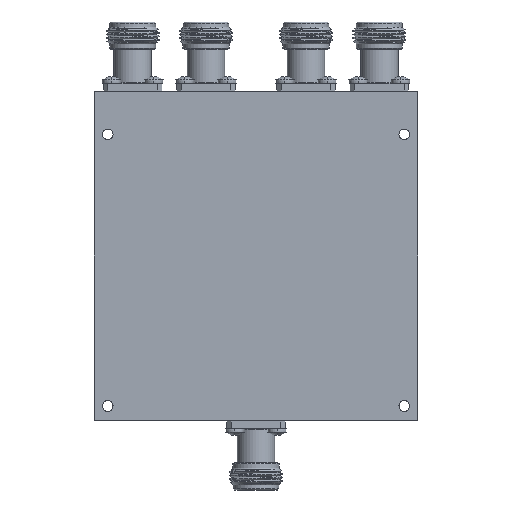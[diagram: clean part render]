
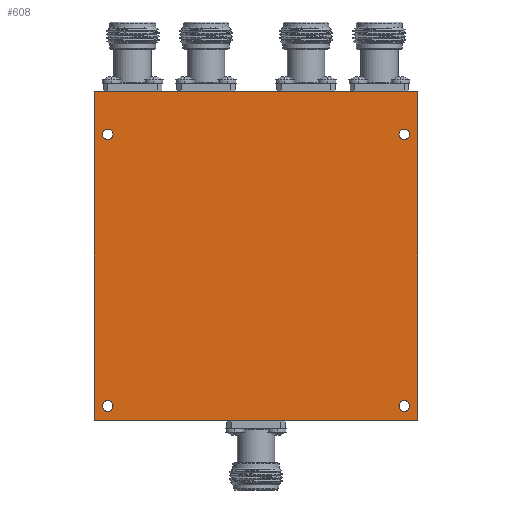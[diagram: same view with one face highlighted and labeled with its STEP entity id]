
A CAD part, front view. The second image highlights one B-rep face of the part: STEP entity #608.
In plain terms, the highlighted planar face has unit normal (0, -1, 0).
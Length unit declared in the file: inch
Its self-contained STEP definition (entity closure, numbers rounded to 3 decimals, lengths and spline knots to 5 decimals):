
#99 = PLANE ( 'NONE',  #16071 ) ;
#149 = CIRCLE ( 'NONE', #28132, 0.06299 ) ;
#573 = AXIS2_PLACEMENT_3D ( 'NONE', #6708, #9423, #44426 ) ;
#608 = ADVANCED_FACE ( 'NONE', ( #5299, #19028, #25982, #39659, #8900 ), #99, .T. ) ;
#811 = CARTESIAN_POINT ( 'NONE',  ( -1.75197, -0.3937, 1.43701 ) ) ;
#867 = CARTESIAN_POINT ( 'NONE',  ( -1.75197, -0.3937, -1.70866 ) ) ;
#909 = CIRCLE ( 'NONE', #5241, 0.02 ) ;
#1293 = CIRCLE ( 'NONE', #19970, 0.06299 ) ;
#1312 = EDGE_CURVE ( 'NONE', #38239, #18280, #36832, .T. ) ;
#1354 = VERTEX_POINT ( 'NONE', #38300 ) ;
#1591 = DIRECTION ( 'NONE',  ( 0., 0., -1. ) ) ;
#1773 = AXIS2_PLACEMENT_3D ( 'NONE', #25714, #39385, #1883 ) ;
#1883 = DIRECTION ( 'NONE',  ( 0., 0., 1. ) ) ;
#2213 = DIRECTION ( 'NONE',  ( 0., 0., 1. ) ) ;
#2569 = EDGE_CURVE ( 'NONE', #3287, #29178, #19746, .T. ) ;
#2732 = EDGE_CURVE ( 'NONE', #21513, #38239, #44320, .T. ) ;
#2791 = DIRECTION ( 'NONE',  ( 0., 0., -1. ) ) ;
#3287 = VERTEX_POINT ( 'NONE', #18912 ) ;
#3450 = ORIENTED_EDGE ( 'NONE', *, *, #34282, .F. ) ;
#3887 = CIRCLE ( 'NONE', #28976, 0.02 ) ;
#4225 = EDGE_CURVE ( 'NONE', #33417, #7517, #38359, .T. ) ;
#4273 = EDGE_CURVE ( 'NONE', #7517, #21513, #3887, .T. ) ;
#4391 = EDGE_CURVE ( 'NONE', #33466, #21865, #24714, .T. ) ;
#4409 = DIRECTION ( 'NONE',  ( 0., 0., 1. ) ) ;
#4608 = ORIENTED_EDGE ( 'NONE', *, *, #31860, .F. ) ;
#5241 = AXIS2_PLACEMENT_3D ( 'NONE', #41784, #21401, #1591 ) ;
#5299 = FACE_BOUND ( 'NONE', #37071, .T. ) ;
#5338 = CARTESIAN_POINT ( 'NONE',  ( -1.75197, -0.3937, 1.5 ) ) ;
#5791 = DIRECTION ( 'NONE',  ( 0., 1., 0. ) ) ;
#6030 = AXIS2_PLACEMENT_3D ( 'NONE', #19502, #5791, #29813 ) ;
#6708 = CARTESIAN_POINT ( 'NONE',  ( -1.75197, -0.3937, 1.43701 ) ) ;
#6840 = DIRECTION ( 'NONE',  ( 0., 0., -1. ) ) ;
#6880 = CARTESIAN_POINT ( 'NONE',  ( 1.88945, -0.3937, 1.92882 ) ) ;
#6948 = DIRECTION ( 'NONE',  ( 0., 1., 0. ) ) ;
#7517 = VERTEX_POINT ( 'NONE', #11638 ) ;
#8017 = VERTEX_POINT ( 'NONE', #42771 ) ;
#8399 = CARTESIAN_POINT ( 'NONE',  ( 1.75197, -0.3937, -1.70866 ) ) ;
#8477 = CARTESIAN_POINT ( 'NONE',  ( -1.88945, -0.3937, 1.94882 ) ) ;
#8900 = FACE_BOUND ( 'NONE', #31154, .T. ) ;
#9325 = ORIENTED_EDGE ( 'NONE', *, *, #26661, .T. ) ;
#9423 = DIRECTION ( 'NONE',  ( 0., 1., 0. ) ) ;
#9872 = AXIS2_PLACEMENT_3D ( 'NONE', #40681, #44261, #10143 ) ;
#10001 = AXIS2_PLACEMENT_3D ( 'NONE', #35329, #11336, #17644 ) ;
#10143 = DIRECTION ( 'NONE',  ( 0., 0., -1. ) ) ;
#11129 = ORIENTED_EDGE ( 'NONE', *, *, #43137, .F. ) ;
#11336 = DIRECTION ( 'NONE',  ( 0., 1., 0. ) ) ;
#11638 = CARTESIAN_POINT ( 'NONE',  ( -1.90945, -0.3937, 1.92882 ) ) ;
#13362 = ORIENTED_EDGE ( 'NONE', *, *, #2569, .T. ) ;
#13442 = DIRECTION ( 'NONE',  ( 0., 0., 1. ) ) ;
#13510 = EDGE_CURVE ( 'NONE', #8017, #42798, #149, .T. ) ;
#13516 = ORIENTED_EDGE ( 'NONE', *, *, #43841, .T. ) ;
#13709 = DIRECTION ( 'NONE',  ( 0., 0., 1. ) ) ;
#14510 = VERTEX_POINT ( 'NONE', #35585 ) ;
#14515 = ORIENTED_EDGE ( 'NONE', *, *, #4391, .T. ) ;
#14579 = LINE ( 'NONE', #15474, #18408 ) ;
#14860 = EDGE_LOOP ( 'NONE', ( #13362, #31281 ) ) ;
#15411 = ORIENTED_EDGE ( 'NONE', *, *, #28478, .T. ) ;
#15435 = ORIENTED_EDGE ( 'NONE', *, *, #1312, .F. ) ;
#15474 = CARTESIAN_POINT ( 'NONE',  ( -1.88945, -0.3937, -1.94882 ) ) ;
#15943 = EDGE_LOOP ( 'NONE', ( #14515, #15411 ) ) ;
#16071 = AXIS2_PLACEMENT_3D ( 'NONE', #31310, #20575, #6840 ) ;
#16367 = DIRECTION ( 'NONE',  ( 0., 1., 0. ) ) ;
#16376 = DIRECTION ( 'NONE',  ( 0., 1., 0. ) ) ;
#16520 = CARTESIAN_POINT ( 'NONE',  ( 1.90945, -0.3937, 1.92882 ) ) ;
#17602 = ORIENTED_EDGE ( 'NONE', *, *, #2732, .F. ) ;
#17644 = DIRECTION ( 'NONE',  ( 0., 0., 1. ) ) ;
#18280 = VERTEX_POINT ( 'NONE', #29948 ) ;
#18408 = VECTOR ( 'NONE', #32499, 39.37008 ) ;
#18912 = CARTESIAN_POINT ( 'NONE',  ( 1.75197, -0.3937, -1.83465 ) ) ;
#19028 = FACE_BOUND ( 'NONE', #14860, .T. ) ;
#19377 = CARTESIAN_POINT ( 'NONE',  ( -1.88945, -0.3937, -1.94882 ) ) ;
#19502 = CARTESIAN_POINT ( 'NONE',  ( -1.75197, -0.3937, -1.77165 ) ) ;
#19746 = CIRCLE ( 'NONE', #1773, 0.06299 ) ;
#19874 = ORIENTED_EDGE ( 'NONE', *, *, #13510, .T. ) ;
#19970 = AXIS2_PLACEMENT_3D ( 'NONE', #811, #38092, #4409 ) ;
#20102 = LINE ( 'NONE', #16520, #22098 ) ;
#20575 = DIRECTION ( 'NONE',  ( 0., -1., 0. ) ) ;
#20785 = ORIENTED_EDGE ( 'NONE', *, *, #4225, .F. ) ;
#20936 = CARTESIAN_POINT ( 'NONE',  ( 1.88945, -0.3937, 1.94882 ) ) ;
#20999 = CARTESIAN_POINT ( 'NONE',  ( 1.75197, -0.3937, 1.5 ) ) ;
#21401 = DIRECTION ( 'NONE',  ( 0., 1., 0. ) ) ;
#21513 = VERTEX_POINT ( 'NONE', #8477 ) ;
#21865 = VERTEX_POINT ( 'NONE', #867 ) ;
#22098 = VECTOR ( 'NONE', #2791, 39.37008 ) ;
#22760 = CARTESIAN_POINT ( 'NONE',  ( -1.75197, -0.3937, 1.37402 ) ) ;
#22961 = AXIS2_PLACEMENT_3D ( 'NONE', #29706, #6948, #23820 ) ;
#23820 = DIRECTION ( 'NONE',  ( 0., 0., 1. ) ) ;
#23974 = AXIS2_PLACEMENT_3D ( 'NONE', #6880, #16367, #30031 ) ;
#24505 = EDGE_LOOP ( 'NONE', ( #27738, #20785, #11129, #3450, #4608, #35477, #15435, #17602 ) ) ;
#24692 = DIRECTION ( 'NONE',  ( 0., 1., 0. ) ) ;
#24714 = CIRCLE ( 'NONE', #6030, 0.06299 ) ;
#24969 = EDGE_CURVE ( 'NONE', #18280, #14510, #20102, .T. ) ;
#25579 = EDGE_CURVE ( 'NONE', #37860, #41707, #41443, .T. ) ;
#25714 = CARTESIAN_POINT ( 'NONE',  ( 1.75197, -0.3937, -1.77165 ) ) ;
#25982 = FACE_OUTER_BOUND ( 'NONE', #24505, .T. ) ;
#26471 = CARTESIAN_POINT ( 'NONE',  ( 1.75197, -0.3937, 1.43701 ) ) ;
#26661 = EDGE_CURVE ( 'NONE', #42798, #8017, #39344, .T. ) ;
#27196 = CIRCLE ( 'NONE', #10001, 0.06299 ) ;
#27738 = ORIENTED_EDGE ( 'NONE', *, *, #4273, .F. ) ;
#28132 = AXIS2_PLACEMENT_3D ( 'NONE', #43727, #40356, #2213 ) ;
#28157 = EDGE_CURVE ( 'NONE', #29178, #3287, #27196, .T. ) ;
#28271 = VECTOR ( 'NONE', #13709, 39.37008 ) ;
#28478 = EDGE_CURVE ( 'NONE', #21865, #33466, #40135, .T. ) ;
#28976 = AXIS2_PLACEMENT_3D ( 'NONE', #37698, #24692, #34772 ) ;
#29178 = VERTEX_POINT ( 'NONE', #8399 ) ;
#29577 = CARTESIAN_POINT ( 'NONE',  ( -1.75197, -0.3937, -1.83465 ) ) ;
#29706 = CARTESIAN_POINT ( 'NONE',  ( -1.75197, -0.3937, -1.77165 ) ) ;
#29813 = DIRECTION ( 'NONE',  ( 0., 0., 1. ) ) ;
#29948 = CARTESIAN_POINT ( 'NONE',  ( 1.90945, -0.3937, 1.92882 ) ) ;
#30031 = DIRECTION ( 'NONE',  ( 0., 0., 1. ) ) ;
#31154 = EDGE_LOOP ( 'NONE', ( #32044, #13516 ) ) ;
#31281 = ORIENTED_EDGE ( 'NONE', *, *, #28157, .T. ) ;
#31310 = CARTESIAN_POINT ( 'NONE',  ( -1.88945, -0.3937, 1.92882 ) ) ;
#31401 = CARTESIAN_POINT ( 'NONE',  ( -1.90945, -0.3937, 1.92882 ) ) ;
#31860 = EDGE_CURVE ( 'NONE', #14510, #1354, #909, .T. ) ;
#32044 = ORIENTED_EDGE ( 'NONE', *, *, #25579, .T. ) ;
#32499 = DIRECTION ( 'NONE',  ( -1., 0., 0. ) ) ;
#33417 = VERTEX_POINT ( 'NONE', #40129 ) ;
#33466 = VERTEX_POINT ( 'NONE', #29577 ) ;
#34282 = EDGE_CURVE ( 'NONE', #1354, #40545, #14579, .T. ) ;
#34772 = DIRECTION ( 'NONE',  ( 0., 0., -1. ) ) ;
#34975 = CIRCLE ( 'NONE', #9872, 0.02 ) ;
#35329 = CARTESIAN_POINT ( 'NONE',  ( 1.75197, -0.3937, -1.77165 ) ) ;
#35477 = ORIENTED_EDGE ( 'NONE', *, *, #24969, .F. ) ;
#35585 = CARTESIAN_POINT ( 'NONE',  ( 1.90945, -0.3937, -1.92882 ) ) ;
#36455 = AXIS2_PLACEMENT_3D ( 'NONE', #26471, #16376, #13442 ) ;
#36832 = CIRCLE ( 'NONE', #23974, 0.02 ) ;
#37071 = EDGE_LOOP ( 'NONE', ( #19874, #9325 ) ) ;
#37698 = CARTESIAN_POINT ( 'NONE',  ( -1.88945, -0.3937, 1.92882 ) ) ;
#37860 = VERTEX_POINT ( 'NONE', #22760 ) ;
#38039 = DIRECTION ( 'NONE',  ( 1., 0., 0. ) ) ;
#38092 = DIRECTION ( 'NONE',  ( 0., 1., 0. ) ) ;
#38239 = VERTEX_POINT ( 'NONE', #20936 ) ;
#38300 = CARTESIAN_POINT ( 'NONE',  ( 1.88945, -0.3937, -1.94882 ) ) ;
#38359 = LINE ( 'NONE', #31401, #28271 ) ;
#39344 = CIRCLE ( 'NONE', #36455, 0.06299 ) ;
#39385 = DIRECTION ( 'NONE',  ( 0., 1., 0. ) ) ;
#39659 = FACE_BOUND ( 'NONE', #15943, .T. ) ;
#40129 = CARTESIAN_POINT ( 'NONE',  ( -1.90945, -0.3937, -1.92882 ) ) ;
#40135 = CIRCLE ( 'NONE', #22961, 0.06299 ) ;
#40356 = DIRECTION ( 'NONE',  ( 0., 1., 0. ) ) ;
#40545 = VERTEX_POINT ( 'NONE', #19377 ) ;
#40681 = CARTESIAN_POINT ( 'NONE',  ( -1.88945, -0.3937, -1.92882 ) ) ;
#40952 = CARTESIAN_POINT ( 'NONE',  ( -1.88945, -0.3937, 1.94882 ) ) ;
#41443 = CIRCLE ( 'NONE', #573, 0.06299 ) ;
#41707 = VERTEX_POINT ( 'NONE', #5338 ) ;
#41784 = CARTESIAN_POINT ( 'NONE',  ( 1.88945, -0.3937, -1.92882 ) ) ;
#42637 = VECTOR ( 'NONE', #38039, 39.37008 ) ;
#42771 = CARTESIAN_POINT ( 'NONE',  ( 1.75197, -0.3937, 1.37402 ) ) ;
#42798 = VERTEX_POINT ( 'NONE', #20999 ) ;
#43137 = EDGE_CURVE ( 'NONE', #40545, #33417, #34975, .T. ) ;
#43727 = CARTESIAN_POINT ( 'NONE',  ( 1.75197, -0.3937, 1.43701 ) ) ;
#43841 = EDGE_CURVE ( 'NONE', #41707, #37860, #1293, .T. ) ;
#44261 = DIRECTION ( 'NONE',  ( 0., 1., 0. ) ) ;
#44320 = LINE ( 'NONE', #40952, #42637 ) ;
#44426 = DIRECTION ( 'NONE',  ( 0., 0., 1. ) ) ;
